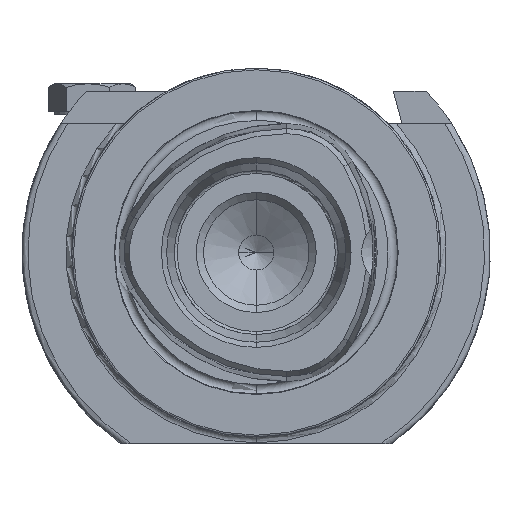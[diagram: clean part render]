
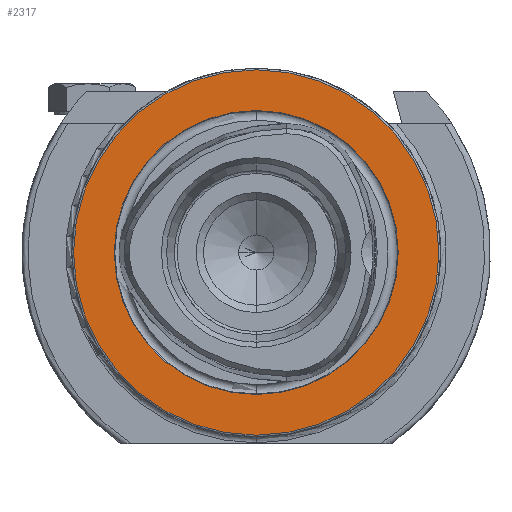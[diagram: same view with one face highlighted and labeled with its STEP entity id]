
A CAD part, left-side view. The second image highlights one B-rep face of the part: STEP entity #2317.
In plain terms, the highlighted planar face has unit normal (-1, 0, 0).
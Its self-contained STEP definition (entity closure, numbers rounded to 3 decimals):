
#449 = PLANE ( 'NONE',  #4384 ) ;
#826 = VERTEX_POINT ( 'NONE', #6364 ) ;
#1058 = CARTESIAN_POINT ( 'NONE',  ( 0., 0., -24.25 ) ) ;
#1401 = AXIS2_PLACEMENT_3D ( 'NONE', #8531, #3324, #8469 ) ;
#1550 = ORIENTED_EDGE ( 'NONE', *, *, #8819, .F. ) ;
#2317 = ADVANCED_FACE ( 'NONE', ( #9456, #2655 ), #449, .F. ) ;
#2655 = FACE_OUTER_BOUND ( 'NONE', #4319, .T. ) ;
#2683 = DIRECTION ( 'NONE',  ( -1., 0., 0. ) ) ;
#2714 = ORIENTED_EDGE ( 'NONE', *, *, #5928, .T. ) ;
#2729 = DIRECTION ( 'NONE',  ( -1., 0., 0. ) ) ;
#3096 = EDGE_CURVE ( 'NONE', #826, #6810, #5038, .T. ) ;
#3324 = DIRECTION ( 'NONE',  ( -1., 0., 0. ) ) ;
#3661 = AXIS2_PLACEMENT_3D ( 'NONE', #5699, #9083, #9999 ) ;
#3868 = CIRCLE ( 'NONE', #1401, 31.2 ) ;
#4038 = CARTESIAN_POINT ( 'NONE',  ( 0., 0., 31.2 ) ) ;
#4319 = EDGE_LOOP ( 'NONE', ( #2714, #7001 ) ) ;
#4322 = CIRCLE ( 'NONE', #3661, 24.25 ) ;
#4384 = AXIS2_PLACEMENT_3D ( 'NONE', #9956, #7344, #6410 ) ;
#4459 = DIRECTION ( 'NONE',  ( 0., 0., 1. ) ) ;
#4539 = DIRECTION ( 'NONE',  ( 0., 0., 1. ) ) ;
#4802 = EDGE_CURVE ( 'NONE', #5169, #10574, #7509, .T. ) ;
#4892 = CARTESIAN_POINT ( 'NONE',  ( 0., 0., 24.25 ) ) ;
#5038 = CIRCLE ( 'NONE', #9078, 31.2 ) ;
#5169 = VERTEX_POINT ( 'NONE', #1058 ) ;
#5699 = CARTESIAN_POINT ( 'NONE',  ( 0., 0., 0. ) ) ;
#5928 = EDGE_CURVE ( 'NONE', #6810, #826, #3868, .T. ) ;
#6217 = CARTESIAN_POINT ( 'NONE',  ( 0., 0., 0. ) ) ;
#6364 = CARTESIAN_POINT ( 'NONE',  ( 0., 0., -31.2 ) ) ;
#6410 = DIRECTION ( 'NONE',  ( 0., 0., -1. ) ) ;
#6810 = VERTEX_POINT ( 'NONE', #4038 ) ;
#7001 = ORIENTED_EDGE ( 'NONE', *, *, #3096, .T. ) ;
#7344 = DIRECTION ( 'NONE',  ( 1., 0., 0. ) ) ;
#7453 = ORIENTED_EDGE ( 'NONE', *, *, #4802, .F. ) ;
#7509 = CIRCLE ( 'NONE', #10431, 24.25 ) ;
#7610 = EDGE_LOOP ( 'NONE', ( #1550, #7453 ) ) ;
#8469 = DIRECTION ( 'NONE',  ( 0., 0., 1. ) ) ;
#8531 = CARTESIAN_POINT ( 'NONE',  ( 0., 0., 0. ) ) ;
#8770 = CARTESIAN_POINT ( 'NONE',  ( 0., 0., 0. ) ) ;
#8819 = EDGE_CURVE ( 'NONE', #10574, #5169, #4322, .T. ) ;
#9078 = AXIS2_PLACEMENT_3D ( 'NONE', #6217, #2683, #4459 ) ;
#9083 = DIRECTION ( 'NONE',  ( -1., 0., 0. ) ) ;
#9456 = FACE_BOUND ( 'NONE', #7610, .T. ) ;
#9956 = CARTESIAN_POINT ( 'NONE',  ( 0., 24.25, 0. ) ) ;
#9999 = DIRECTION ( 'NONE',  ( 0., 0., 1. ) ) ;
#10431 = AXIS2_PLACEMENT_3D ( 'NONE', #8770, #2729, #4539 ) ;
#10574 = VERTEX_POINT ( 'NONE', #4892 ) ;
